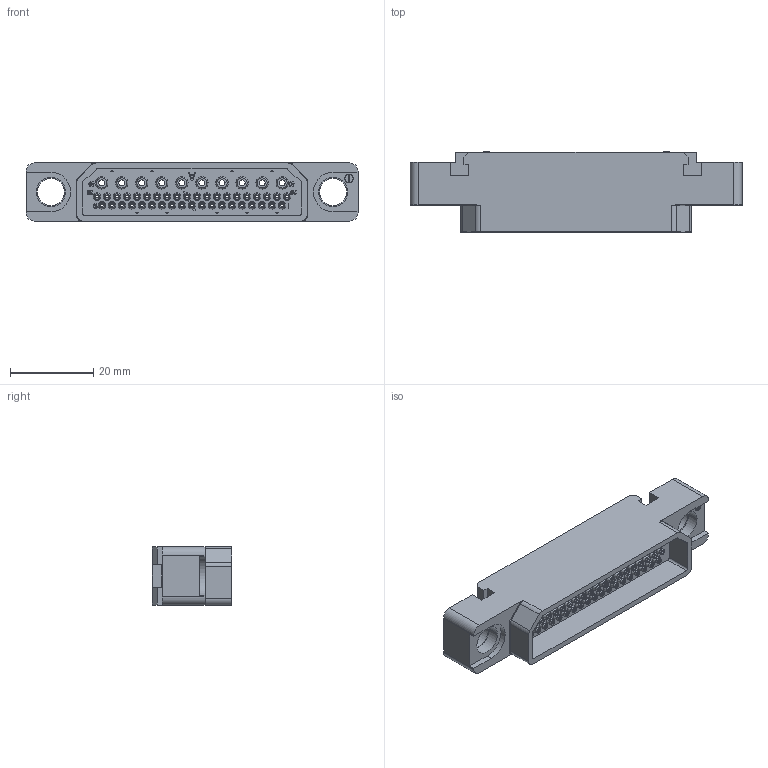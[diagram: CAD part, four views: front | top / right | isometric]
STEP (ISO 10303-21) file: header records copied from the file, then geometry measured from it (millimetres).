
FILE_DESCRIPTION((''),'2;1');
FILE_NAME('1900ND03P2X00C','2019-10-28T',('presta_be4'),(''),'CREO PARAMETRIC BY PTC INC, 2018360','CREO PARAMETRIC BY PTC INC, 2018360','');
FILE_SCHEMA(('CONFIG_CONTROL_DESIGN'));
Products named in the file (1): 1900ND03P2X00C
Bounding box: 80 x 19.27 x 14 mm (x, y, z)
Volume: 9308.5 mm3; surface area: 10766.9 mm2
Topology: 1 solids, 1 shells, 2620 faces, 6654 edges, 4247 vertices
Faces by surface type: plane 1472, cylinder 711, cone 418, torus 15, bspline 4
Entity records: 79225 total; most frequent: CARTESIAN_POINT 14142, DIRECTION 13615, ORIENTED_EDGE 13308, EDGE_CURVE 6654, VECTOR 4787, LINE 4787, AXIS2_PLACEMENT_3D 4414, VERTEX_POINT 4247
